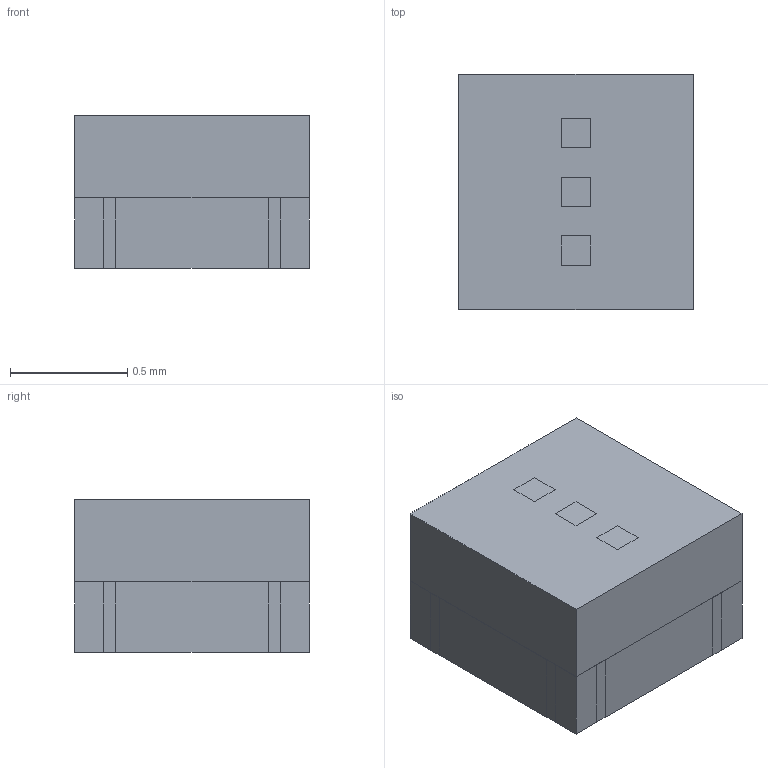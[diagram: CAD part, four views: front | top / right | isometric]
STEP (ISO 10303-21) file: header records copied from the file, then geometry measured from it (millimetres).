
FILE_DESCRIPTION (( 'STEP AP214' ), '1' );
FILE_NAME ('LRTB R48G.STEP', '2024-04-19T11:18:57', ( '' ), ( '' ), 'SwSTEP 2.0', 'SolidWorks 2023', '' );
FILE_SCHEMA (( 'AUTOMOTIVE_DESIGN' ));
Length unit declared in the file: millimetre
Products named in the file (1): LRTB R48G
Bounding box: 1 x 1 x 0.65 mm (x, y, z)
Volume: 0.6 mm3; surface area: 9.7 mm2
Topology: 10 solids, 10 shells, 103 faces, 252 edges, 172 vertices
Faces by surface type: plane 79, cylinder 24
Entity records: 3959 total; most frequent: CARTESIAN_POINT 528, DIRECTION 508, ORIENTED_EDGE 504, EDGE_CURVE 252, VECTOR 204, LINE 204, VERTEX_POINT 172, AXIS2_PLACEMENT_3D 152
